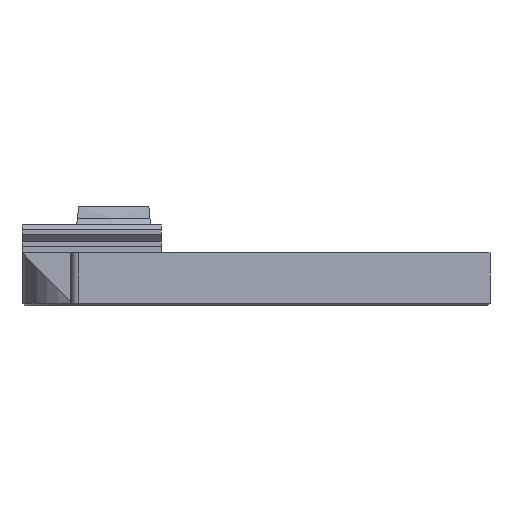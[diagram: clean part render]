
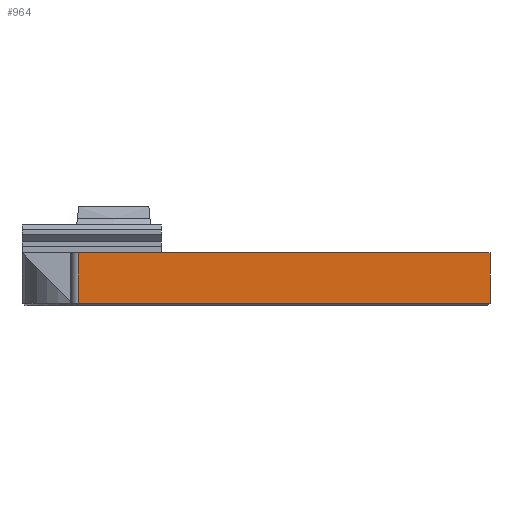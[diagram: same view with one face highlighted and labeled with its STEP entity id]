
A CAD part, left-side view. The second image highlights one B-rep face of the part: STEP entity #964.
In plain terms, the highlighted planar face has unit normal (-1, 0, 0).
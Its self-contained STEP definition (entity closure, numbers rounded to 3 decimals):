
#93 = VERTEX_POINT('',#94);
#94 = CARTESIAN_POINT('',(-44.331,-33.2,5.));
#103 = EDGE_CURVE('',#104,#93,#106,.T.);
#104 = VERTEX_POINT('',#105);
#105 = CARTESIAN_POINT('',(-44.331,-100.55,5.));
#106 = LINE('',#107,#108);
#107 = CARTESIAN_POINT('',(-44.331,-100.55,5.));
#108 = VECTOR('',#109,1.);
#109 = DIRECTION('',(0.,1.,0.));
#392 = EDGE_CURVE('',#93,#393,#395,.T.);
#393 = VERTEX_POINT('',#394);
#394 = CARTESIAN_POINT('',(-44.331,-33.2,-3.2));
#395 = LINE('',#396,#397);
#396 = CARTESIAN_POINT('',(-44.331,-33.2,5.));
#397 = VECTOR('',#398,1.);
#398 = DIRECTION('',(0.,0.,-1.));
#946 = EDGE_CURVE('',#104,#947,#949,.T.);
#947 = VERTEX_POINT('',#948);
#948 = CARTESIAN_POINT('',(-44.331,-100.55,-3.2));
#949 = LINE('',#950,#951);
#950 = CARTESIAN_POINT('',(-44.331,-100.55,-0.2));
#951 = VECTOR('',#952,1.);
#952 = DIRECTION('',(0.,0.,-1.));
#964 = ADVANCED_FACE('',(#965),#976,.T.);
#965 = FACE_BOUND('',#966,.T.);
#966 = EDGE_LOOP('',(#967,#968,#974,#975));
#967 = ORIENTED_EDGE('',*,*,#392,.T.);
#968 = ORIENTED_EDGE('',*,*,#969,.F.);
#969 = EDGE_CURVE('',#947,#393,#970,.T.);
#970 = LINE('',#971,#972);
#971 = CARTESIAN_POINT('',(-44.331,-100.55,-3.2));
#972 = VECTOR('',#973,1.);
#973 = DIRECTION('',(0.,1.,0.));
#974 = ORIENTED_EDGE('',*,*,#946,.F.);
#975 = ORIENTED_EDGE('',*,*,#103,.T.);
#976 = PLANE('',#977);
#977 = AXIS2_PLACEMENT_3D('',#978,#979,#980);
#978 = CARTESIAN_POINT('',(-44.331,-66.275,0.7));
#979 = DIRECTION('',(-1.,0.,0.));
#980 = DIRECTION('',(0.,0.,-1.));
